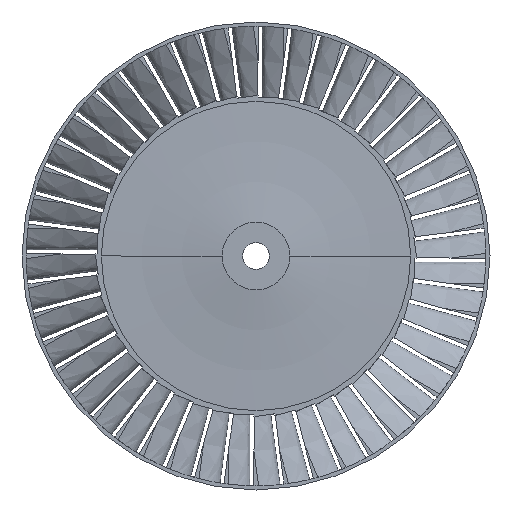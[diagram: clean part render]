
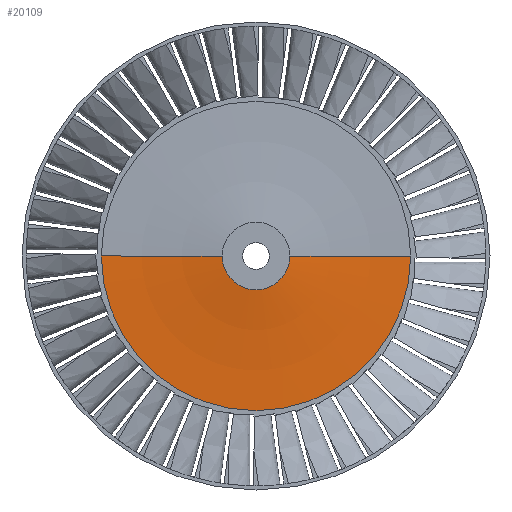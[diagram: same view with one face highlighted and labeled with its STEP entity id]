
A CAD part, front view. The second image highlights one B-rep face of the part: STEP entity #20109.
In plain terms, the highlighted toroidal (fillet/blend) face has major radius 57.874 mm and minor radius 322.955 mm.
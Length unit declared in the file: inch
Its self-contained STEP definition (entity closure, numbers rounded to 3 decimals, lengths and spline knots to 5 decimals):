
#650 = TOROIDAL_SURFACE ( 'NONE', #9054, 2.2785, 12.71475 ) ;
#1348 = ORIENTED_EDGE ( 'NONE', *, *, #12434, .F. ) ;
#3275 = VERTEX_POINT ( 'NONE', #6572 ) ;
#3866 = CARTESIAN_POINT ( 'NONE',  ( 0., -0.25, 0. ) ) ;
#4096 = ORIENTED_EDGE ( 'NONE', *, *, #25655, .T. ) ;
#4413 = VERTEX_POINT ( 'NONE', #24492 ) ;
#5839 = DIRECTION ( 'NONE',  ( 1., 0., 0. ) ) ;
#6257 = DIRECTION ( 'NONE',  ( 1., 0., 0. ) ) ;
#6572 = CARTESIAN_POINT ( 'NONE',  ( 2.2785, -0.25, 0. ) ) ;
#7461 = EDGE_CURVE ( 'NONE', #18042, #12598, #24931, .T. ) ;
#7679 = CARTESIAN_POINT ( 'NONE',  ( 2.2785, -12.96475, 0. ) ) ;
#7835 = DIRECTION ( 'NONE',  ( 0., 0., 1. ) ) ;
#7941 = DIRECTION ( 'NONE',  ( 0., -1., 0. ) ) ;
#8232 = CARTESIAN_POINT ( 'NONE',  ( -2.2785, -12.96475, 0. ) ) ;
#8701 = AXIS2_PLACEMENT_3D ( 'NONE', #13232, #9037, #25000 ) ;
#9037 = DIRECTION ( 'NONE',  ( 0., -1., 0. ) ) ;
#9054 = AXIS2_PLACEMENT_3D ( 'NONE', #12671, #20398, #20535 ) ;
#12148 = DIRECTION ( 'NONE',  ( 0., 0., -1. ) ) ;
#12243 = ORIENTED_EDGE ( 'NONE', *, *, #7461, .T. ) ;
#12434 = EDGE_CURVE ( 'NONE', #4413, #3275, #16841, .T. ) ;
#12598 = VERTEX_POINT ( 'NONE', #22741 ) ;
#12671 = CARTESIAN_POINT ( 'NONE',  ( 0., -12.96475, 0. ) ) ;
#13232 = CARTESIAN_POINT ( 'NONE',  ( 0., -0.375, 0. ) ) ;
#13882 = ORIENTED_EDGE ( 'NONE', *, *, #22100, .F. ) ;
#16841 = CIRCLE ( 'NONE', #18508, 12.71475 ) ;
#17061 = CIRCLE ( 'NONE', #8701, 0.5 ) ;
#18042 = VERTEX_POINT ( 'NONE', #21296 ) ;
#18175 = FACE_OUTER_BOUND ( 'NONE', #21644, .T. ) ;
#18508 = AXIS2_PLACEMENT_3D ( 'NONE', #7679, #12148, #21976 ) ;
#19069 = AXIS2_PLACEMENT_3D ( 'NONE', #8232, #7835, #6257 ) ;
#19671 = CIRCLE ( 'NONE', #21776, 2.2785 ) ;
#20109 = ADVANCED_FACE ( 'NONE', ( #18175 ), #650, .F. ) ;
#20398 = DIRECTION ( 'NONE',  ( 0., -1., 0. ) ) ;
#20535 = DIRECTION ( 'NONE',  ( 1., 0., 0. ) ) ;
#21296 = CARTESIAN_POINT ( 'NONE',  ( -0.5, -0.375, 0. ) ) ;
#21644 = EDGE_LOOP ( 'NONE', ( #13882, #12243, #4096, #1348 ) ) ;
#21776 = AXIS2_PLACEMENT_3D ( 'NONE', #3866, #7941, #5839 ) ;
#21976 = DIRECTION ( 'NONE',  ( -1., 0., 0. ) ) ;
#22100 = EDGE_CURVE ( 'NONE', #18042, #4413, #17061, .T. ) ;
#22741 = CARTESIAN_POINT ( 'NONE',  ( -2.2785, -0.25, 0. ) ) ;
#24492 = CARTESIAN_POINT ( 'NONE',  ( 0.5, -0.375, 0. ) ) ;
#24931 = CIRCLE ( 'NONE', #19069, 12.71475 ) ;
#25000 = DIRECTION ( 'NONE',  ( 1., 0., 0. ) ) ;
#25655 = EDGE_CURVE ( 'NONE', #12598, #3275, #19671, .T. ) ;
